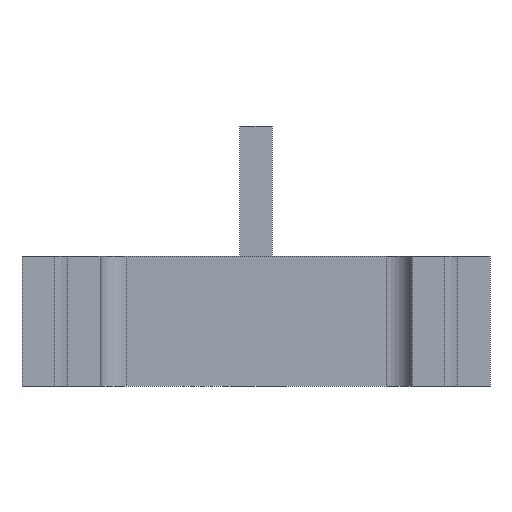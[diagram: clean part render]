
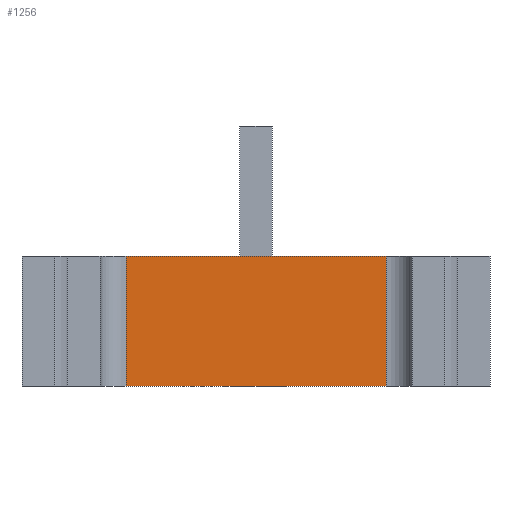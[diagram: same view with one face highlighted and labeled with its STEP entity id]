
A CAD part, front view. The second image highlights one B-rep face of the part: STEP entity #1256.
In plain terms, the highlighted planar face has unit normal (0, -1, 0).
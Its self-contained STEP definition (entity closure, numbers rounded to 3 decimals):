
#662 = VERTEX_POINT('',#663);
#663 = CARTESIAN_POINT('',(-20.,5.,10.));
#670 = EDGE_CURVE('',#671,#662,#673,.T.);
#671 = VERTEX_POINT('',#672);
#672 = CARTESIAN_POINT('',(20.,5.,10.));
#673 = LINE('',#674,#675);
#674 = CARTESIAN_POINT('',(-10.,5.,10.));
#675 = VECTOR('',#676,1.);
#676 = DIRECTION('',(-1.,0.,0.));
#979 = VERTEX_POINT('',#980);
#980 = CARTESIAN_POINT('',(20.,5.,-10.));
#987 = EDGE_CURVE('',#988,#979,#990,.T.);
#988 = VERTEX_POINT('',#989);
#989 = CARTESIAN_POINT('',(-20.,5.,-10.));
#990 = LINE('',#991,#992);
#991 = CARTESIAN_POINT('',(-10.,5.,-10.));
#992 = VECTOR('',#993,1.);
#993 = DIRECTION('',(1.,0.,0.));
#1246 = EDGE_CURVE('',#979,#671,#1247,.T.);
#1247 = LINE('',#1248,#1249);
#1248 = CARTESIAN_POINT('',(20.,5.,-10.5));
#1249 = VECTOR('',#1250,1.);
#1250 = DIRECTION('',(0.,0.,1.));
#1256 = ADVANCED_FACE('',(#1257),#1268,.F.);
#1257 = FACE_BOUND('',#1258,.F.);
#1258 = EDGE_LOOP('',(#1259,#1260,#1266,#1267));
#1259 = ORIENTED_EDGE('',*,*,#987,.F.);
#1260 = ORIENTED_EDGE('',*,*,#1261,.T.);
#1261 = EDGE_CURVE('',#988,#662,#1262,.T.);
#1262 = LINE('',#1263,#1264);
#1263 = CARTESIAN_POINT('',(-20.,5.,-10.5));
#1264 = VECTOR('',#1265,1.);
#1265 = DIRECTION('',(0.,0.,1.));
#1266 = ORIENTED_EDGE('',*,*,#670,.F.);
#1267 = ORIENTED_EDGE('',*,*,#1246,.F.);
#1268 = PLANE('',#1269);
#1269 = AXIS2_PLACEMENT_3D('',#1270,#1271,#1272);
#1270 = CARTESIAN_POINT('',(-20.,5.,-10.5));
#1271 = DIRECTION('',(0.,1.,0.));
#1272 = DIRECTION('',(0.,0.,1.));
